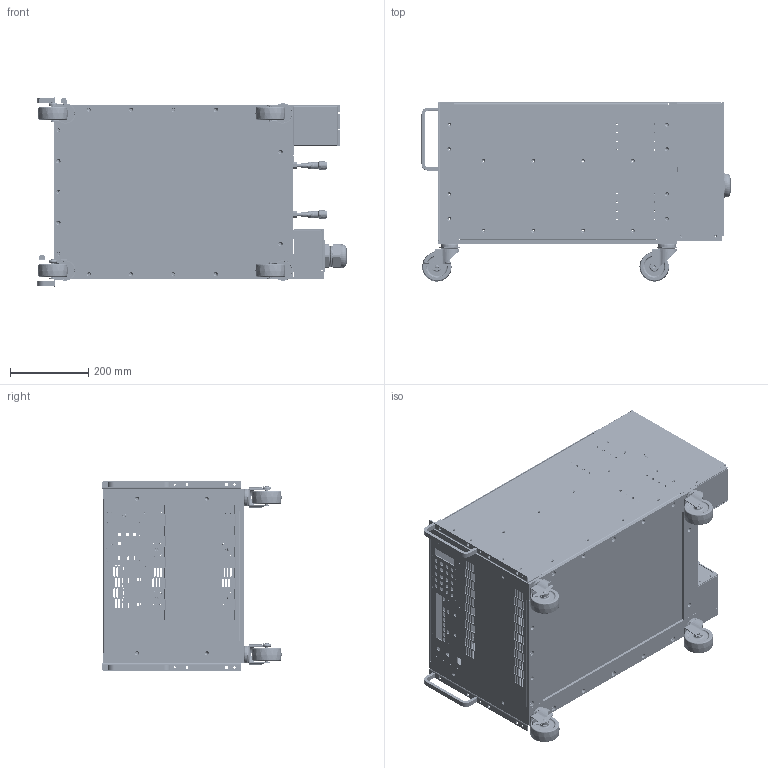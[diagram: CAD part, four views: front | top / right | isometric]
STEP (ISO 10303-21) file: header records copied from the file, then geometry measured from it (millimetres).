
FILE_DESCRIPTION(/* description */ (''),/* implementation_level */ '2;1');
FILE_NAME(/* name */ '1166-09-464_8U.stp',/* time_stamp */ '2022-03-09T08:57:57-05:00',/* author */ ('cmurphy'),/* organization */ (''),/* preprocessor_version */ 'ST-DEVELOPER v18.1',/* originating_system */ 'Autodesk Inventor 2020',/* authorisation */ '');
FILE_SCHEMA (('CONFIG_CONTROL_DESIGN'));
Products named in the file (99): 1166-09-413; 1166-09-403; 1166-03-186; 1166-03-186_1; 1166-03-187; 1166-03-187_1; SO-440-4 ZI-01; 1166-09-402; 1166-03-279; 1166-03-190; Flat Phillips Head Screw Master-25; 1166-03-191; 1166-03-191_1; 1166-03-199; 1166-03-205; 1166-03-207; 1166-03-207_1; 1166-03-198; 1166-03-198_1; 1166-03-197; 1166-03-197_1; InsertS-16097; 1166-03-280; 1166-03-280_1; 1166-03-281; 1166-03-281_1; 1166-09-414; 1166-03-282; 1166-03-282_1; SO-440-4 ZI-01_1; SO-440-4 ZI-01_2; 1166-03-195; 1166-03-283; HandleRectangle-33376; CasterStem-33490; CasterStem-33489; 1166-09-413_1; 1166-03-063; 1166-03-063_1; SO-440-4 ZI-01_3 ...
Assembly tree (306 placements, depth 4):
  1166-09-413
    1166-09-403  x2
      1166-03-186
        1166-03-186_1
        SO-440-4 ZI-01  x4
      1166-03-187
        1166-03-187_1
        SO-440-4 ZI-01  x4
      1166-09-402
        1166-03-279
        1166-03-190
      Flat Phillips Head Screw Master-25
    1166-03-191
      1166-03-191_1
      InsertS-16073  x2
      InsertS-14935  x2
    1166-03-199
    1166-03-205
    1166-03-207
    1166-03-207_1
    1166-03-198  x4
      1166-03-198_1
      InsertS-14935
    1166-03-197
      1166-03-197_1
      InsertS-16097  x2
      InsertS-16073  x2
    1166-03-280
      1166-03-280_1
      InsertS-14935  x21
      InsertS-16073  x3
    1166-03-281
      1166-03-281_1
      InsertS-14935  x25
      InsertS-16073  x3
    1166-09-414
      1166-03-282
        1166-03-282_1
        InsertS-16073  x3
        InsertS-14935  x5
        SO-440-4 ZI-01_1  x6
        SO-440-4 ZI-01_2  x6
    1166-03-195
    1166-03-283  x2
    HandleRectangle-33376  x2
    CasterStem-33490  x2
    CasterStem-33489  x2
    1166-09-413_1  x2
      1166-03-063
        1166-03-063_1
        InsertS-14935  x18
        InsertS-16073  x19
        SO-440-4 ZI-01_3  x9
      1166-03-228
      Part1-01
      Hex Head Screw Master-12210
      1161-03-149
      1166-03-045
      1166-03-080
        1166-03-080_1
Bounding box: 788.82 x 457.5 x 483.36 mm (x, y, z)
Volume: 7928975.1 mm3; surface area: 5223077.8 mm2
Topology: 416 solids, 416 shells, 10167 faces, 26752 edges, 18276 vertices
Faces by surface type: plane 4745, cylinder 3228, cone 1822, torus 226, bspline 118, sphere 28
Full cylindrical faces by diameter (mm): 2.642 x110, 3.175 x6, 3.302 x62, 3.962 x185, 3.969 x23, 4.166 x28, 4.366 x16, 4.369 x8, 4.75 x96, 4.762 x116, 4.978 x30, 5.156 x10, 5.159 x16, 5.385 x38, 5.41 x14, 5.556 x163, 5.563 x48, 6.081 x96, 6.325 x105, 6.35 x123, 6.401 x2, 6.706 x34, 6.747 x22, 6.779 x2, 7.112 x198, 7.144 x50, 7.518 x4, 7.541 x4, 7.63 x105, 7.798 x4
Entity records: 140285 total; most frequent: CARTESIAN_POINT 35621, DIRECTION 21761, ORIENTED_EDGE 20332, EDGE_CURVE 10166, AXIS2_PLACEMENT_3D 8036, VERTEX_POINT 6832, LINE 5689, VECTOR 5689
